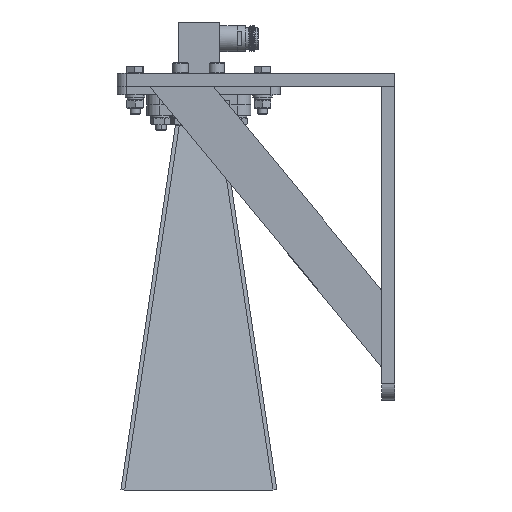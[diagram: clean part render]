
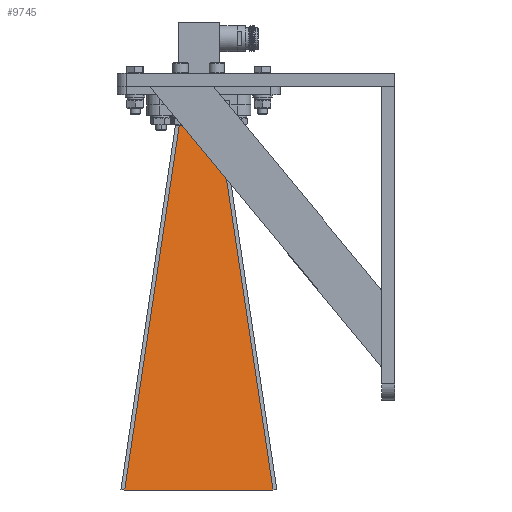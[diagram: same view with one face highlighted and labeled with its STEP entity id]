
A CAD part, left-side view. The second image highlights one B-rep face of the part: STEP entity #9745.
In plain terms, the highlighted face is planar.
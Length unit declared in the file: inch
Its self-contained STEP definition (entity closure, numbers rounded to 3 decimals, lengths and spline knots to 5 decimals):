
#1104 = VERTEX_POINT ( 'NONE', #12935 ) ;
#1299 = AXIS2_PLACEMENT_3D ( 'NONE', #11043, #15692, #20559 ) ;
#1345 = DIRECTION ( 'NONE',  ( -0.163, -0.146, 0.976 ) ) ;
#1647 = CARTESIAN_POINT ( 'NONE',  ( -1.029, -0.436, 0.25 ) ) ;
#1717 = CARTESIAN_POINT ( 'NONE',  ( -1.029, 0.436, 0.25 ) ) ;
#2047 = EDGE_LOOP ( 'NONE', ( #4615, #4402, #11318, #11334 ) ) ;
#3081 = EDGE_CURVE ( 'NONE', #1104, #16659, #20420, .T. ) ;
#3188 = VECTOR ( 'NONE', #17713, 39.37008 ) ;
#3513 = VERTEX_POINT ( 'NONE', #9709 ) ;
#4402 = ORIENTED_EDGE ( 'NONE', *, *, #10423, .F. ) ;
#4615 = ORIENTED_EDGE ( 'NONE', *, *, #9210, .T. ) ;
#6188 = DIRECTION ( 'NONE',  ( -0.163, 0.146, 0.976 ) ) ;
#7084 = CARTESIAN_POINT ( 'NONE',  ( -1.029, -0.436, 0.25 ) ) ;
#7934 = VERTEX_POINT ( 'NONE', #17879 ) ;
#9210 = EDGE_CURVE ( 'NONE', #16659, #7934, #17819, .T. ) ;
#9709 = CARTESIAN_POINT ( 'NONE',  ( -2.535, 1.787, 9.28 ) ) ;
#9745 = ADVANCED_FACE ( 'NONE', ( #15990 ), #14205, .F. ) ;
#9908 = LINE ( 'NONE', #14227, #3188 ) ;
#10383 = VECTOR ( 'NONE', #1345, 39.37008 ) ;
#10423 = EDGE_CURVE ( 'NONE', #3513, #7934, #9908, .T. ) ;
#11043 = CARTESIAN_POINT ( 'NONE',  ( -0.96059, 0., -0.1602 ) ) ;
#11318 = ORIENTED_EDGE ( 'NONE', *, *, #20601, .F. ) ;
#11334 = ORIENTED_EDGE ( 'NONE', *, *, #3081, .T. ) ;
#12935 = CARTESIAN_POINT ( 'NONE',  ( -1.029, 0.436, 0.25 ) ) ;
#13230 = VECTOR ( 'NONE', #18842, 39.37008 ) ;
#14205 = PLANE ( 'NONE',  #1299 ) ;
#14216 = LINE ( 'NONE', #1717, #18716 ) ;
#14227 = CARTESIAN_POINT ( 'NONE',  ( -2.535, 1.787, 9.28 ) ) ;
#15692 = DIRECTION ( 'NONE',  ( 0.986, 0., 0.165 ) ) ;
#15990 = FACE_OUTER_BOUND ( 'NONE', #2047, .T. ) ;
#16659 = VERTEX_POINT ( 'NONE', #7084 ) ;
#17713 = DIRECTION ( 'NONE',  ( 0., -1., 0. ) ) ;
#17819 = LINE ( 'NONE', #1647, #10383 ) ;
#17850 = CARTESIAN_POINT ( 'NONE',  ( -1.029, 0.436, 0.25 ) ) ;
#17879 = CARTESIAN_POINT ( 'NONE',  ( -2.535, -1.787, 9.28 ) ) ;
#18716 = VECTOR ( 'NONE', #6188, 39.37008 ) ;
#18842 = DIRECTION ( 'NONE',  ( 0., -1., 0. ) ) ;
#20420 = LINE ( 'NONE', #17850, #13230 ) ;
#20559 = DIRECTION ( 'NONE',  ( 0.165, 0., -0.986 ) ) ;
#20601 = EDGE_CURVE ( 'NONE', #1104, #3513, #14216, .T. ) ;
